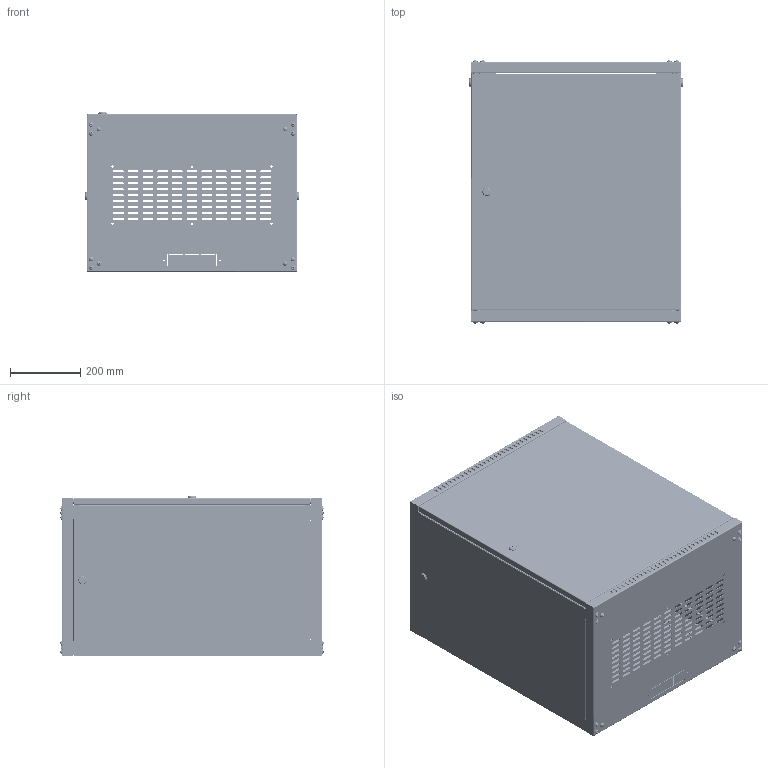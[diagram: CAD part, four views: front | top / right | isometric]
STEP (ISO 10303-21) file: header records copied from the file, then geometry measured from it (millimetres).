
FILE_DESCRIPTION (( 'STEP AP203' ), '1' );
FILE_NAME ('LWE3-15U64-MF-G.STEP', '2024-10-24T13:53:23', ( '' ), ( '' ), 'SwSTEP 2.0', 'SolidWorks 2022', '' );
FILE_SCHEMA (( 'CONFIG_CONTROL_DESIGN' ));
Length unit declared in the file: millimetre
Products named in the file (26): Петля 2414-01-90 Yeeka; АГИЕ 3202.02.00.001_-09; LWE3-15U64-MF-G; АГИЕ 3202.02.00.000_-09; АГИЕ 3202.03.00.000_-08; Винт полусфера с прессшайбой DIN 967_M6х16; АГИЕ 3202.02.00.000_-11; Заклёпка резьбовая ум. бортик c насечкой_Заклепка резьбовая М6 ум. бортик с насечкой арт. 0371206009 Bralo S=1; АГИЕ 3202.04.00.000_-07; Замок 18-20_40 (YZK10-18-20-40); АГИЕ 3202.05.00.000_-13; АГИЕ 3202.00.00.001_-01; АГИЕ 3202.00.00.002_-07; Винт DIN 7985_М6х16, тип H; АГИЕ 3202.03.00.001_-08; IEK705.025 Втулка; АГИЕ 3202.05.00.001_-13; Гайка кузовная М6_M 6; АГИЕ 3202.04.00.001_-07; Шпилька резьбовая М(DxL) PT DIN EN ISO 13918_6х12; Винт резьбовыдавливающий М4x8_-00; АГИЕ 3202.02.00.001_-11; Контакт заземления однолепестковый Тип F1_DIN EN ISO 13918; АГИЕ 3202.01.00.000_-01; АГИЕ 3202.06.00.000_-01; АГИЕ 3202.01.00.001_-01
Assembly tree (90 placements, depth 3):
  LWE3-15U64-MF-G
    АГИЕ 3202.01.00.000_-01  x2
      АГИЕ 3202.01.00.001_-01
      Шпилька резьбовая М(DxL) PT DIN EN ISO 13918_6х12
      Контакт заземления однолепестковый Тип F1_DIN EN ISO 13918
    АГИЕ 3202.02.00.000_-09  x2
      АГИЕ 3202.02.00.001_-09
      Заклёпка резьбовая ум. бортик c насечкой_Заклепка резьбовая М6 ум. бортик с насечкой арт. 0371206009 Bralo S=1
    АГИЕ 3202.02.00.000_-11  x2
      АГИЕ 3202.02.00.001_-11
      Заклёпка резьбовая ум. бортик c насечкой_Заклепка резьбовая М6 ум. бортик с насечкой арт. 0371206009 Bralo S=1
    АГИЕ 3202.06.00.000_-01  x4
      АГИЕ 3202.00.00.001_-01
      Заклёпка резьбовая ум. бортик c насечкой_Заклепка резьбовая М6 ум. бортик с насечкой арт. 0371206009 Bralo S=1
    АГИЕ 3202.00.00.002_-07  x2
    АГИЕ 3202.03.00.000_-08
      АГИЕ 3202.03.00.001_-08
      Контакт заземления однолепестковый Тип F1_DIN EN ISO 13918
    Петля 2414-01-90 Yeeka  x2
    АГИЕ 3202.05.00.000_-13  x2
      АГИЕ 3202.05.00.001_-13
      Контакт заземления однолепестковый Тип F1_DIN EN ISO 13918
    Замок 18-20_40 (YZK10-18-20-40)  x3
    АГИЕ 3202.04.00.000_-07
      АГИЕ 3202.04.00.001_-07
      Шпилька резьбовая М(DxL) PT DIN EN ISO 13918_6х12  x2
      Контакт заземления однолепестковый Тип F1_DIN EN ISO 13918
    Винт полусфера с прессшайбой DIN 967_M6х16  x24
    IEK705.025 Втулка  x2
    Гайка кузовная М6_M 6  x4
    Винт DIN 7985_М6х16, тип H  x4
    Винт резьбовыдавливающий М4x8_-00  x8
Bounding box: 611.4 x 750.84 x 454.7 mm (x, y, z)
Volume: 2678210 mm3; surface area: 5578544.8 mm2
Topology: 111 solids, 111 shells, 7325 faces, 19452 edges, 12472 vertices
Faces by surface type: plane 4267, cylinder 2080, cone 442, torus 328, bspline 136, sphere 72
Entity records: 90795 total; most frequent: CARTESIAN_POINT 19804, ORIENTED_EDGE 13952, DIRECTION 13371, EDGE_CURVE 6976, LINE 4835, VECTOR 4835, VERTEX_POINT 4481, AXIS2_PLACEMENT_3D 4268
